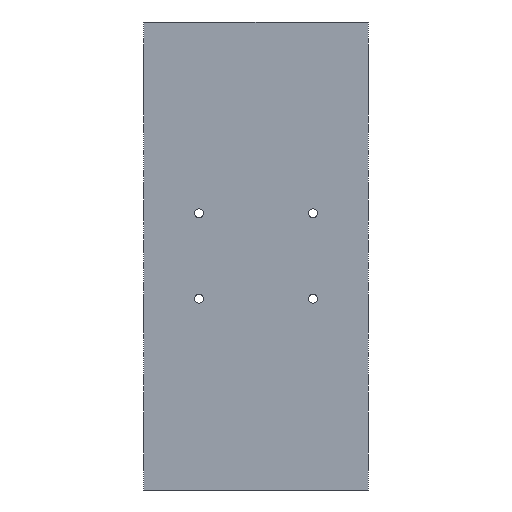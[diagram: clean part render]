
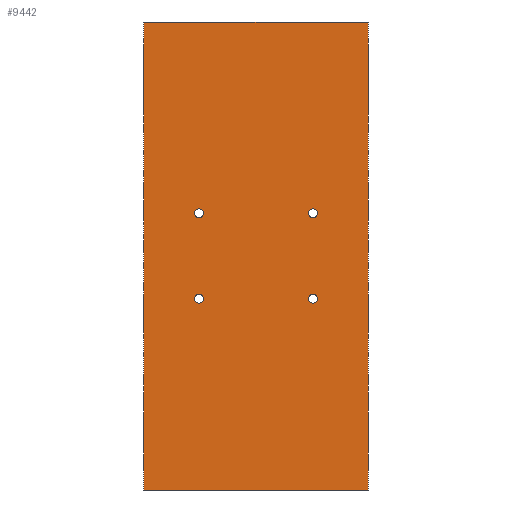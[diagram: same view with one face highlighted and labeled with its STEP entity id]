
A CAD part, front view. The second image highlights one B-rep face of the part: STEP entity #9442.
In plain terms, the highlighted planar face has unit normal (0, -1, 0).
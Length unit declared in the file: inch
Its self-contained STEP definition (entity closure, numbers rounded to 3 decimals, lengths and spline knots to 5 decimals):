
#165 = EDGE_CURVE ( 'NONE', #8057, #14398, #7509, .T. ) ;
#221 = ORIENTED_EDGE ( 'NONE', *, *, #12217, .T. ) ;
#590 = DIRECTION ( 'NONE',  ( 0., -1., 0. ) ) ;
#674 = EDGE_CURVE ( 'NONE', #20938, #10167, #686, .T. ) ;
#686 = CIRCLE ( 'NONE', #14964, 0.23435 ) ;
#800 = LINE ( 'NONE', #21137, #15789 ) ;
#908 = FACE_BOUND ( 'NONE', #13096, .T. ) ;
#1149 = EDGE_CURVE ( 'NONE', #14253, #6545, #12338, .T. ) ;
#1184 = FACE_BOUND ( 'NONE', #11802, .T. ) ;
#1247 = VERTEX_POINT ( 'NONE', #10572 ) ;
#1330 = CARTESIAN_POINT ( 'NONE',  ( 3., 0., -14.3188 ) ) ;
#1754 = CARTESIAN_POINT ( 'NONE',  ( 5.90551, 0., -24.6063 ) ) ;
#1805 = EDGE_CURVE ( 'NONE', #8057, #20977, #11990, .T. ) ;
#1817 = VECTOR ( 'NONE', #4995, 39.37008 ) ;
#1819 = CIRCLE ( 'NONE', #4635, 0.23435 ) ;
#2608 = DIRECTION ( 'NONE',  ( 0., 0., 1. ) ) ;
#2990 = CARTESIAN_POINT ( 'NONE',  ( 3., 0., -9.8188 ) ) ;
#3284 = ORIENTED_EDGE ( 'NONE', *, *, #674, .T. ) ;
#3375 = CARTESIAN_POINT ( 'NONE',  ( -3., 0., -14.7875 ) ) ;
#3559 = LINE ( 'NONE', #22406, #8338 ) ;
#3560 = CARTESIAN_POINT ( 'NONE',  ( 3., 0., -10.05315 ) ) ;
#4182 = ORIENTED_EDGE ( 'NONE', *, *, #18893, .F. ) ;
#4635 = AXIS2_PLACEMENT_3D ( 'NONE', #22088, #12884, #20169 ) ;
#4804 = CARTESIAN_POINT ( 'NONE',  ( -3., 0., -14.55315 ) ) ;
#4995 = DIRECTION ( 'NONE',  ( 0., 0., 1. ) ) ;
#5599 = CIRCLE ( 'NONE', #5771, 0.23435 ) ;
#5771 = AXIS2_PLACEMENT_3D ( 'NONE', #11519, #13670, #8667 ) ;
#5878 = ORIENTED_EDGE ( 'NONE', *, *, #1149, .T. ) ;
#6164 = CARTESIAN_POINT ( 'NONE',  ( 3., 0., -14.55315 ) ) ;
#6251 = AXIS2_PLACEMENT_3D ( 'NONE', #20441, #590, #9790 ) ;
#6545 = VERTEX_POINT ( 'NONE', #7262 ) ;
#6866 = FACE_OUTER_BOUND ( 'NONE', #16109, .T. ) ;
#7248 = EDGE_CURVE ( 'NONE', #11278, #22700, #18557, .T. ) ;
#7262 = CARTESIAN_POINT ( 'NONE',  ( 3., 0., -10.2875 ) ) ;
#7345 = EDGE_CURVE ( 'NONE', #14398, #1247, #3559, .T. ) ;
#7501 = VERTEX_POINT ( 'NONE', #3375 ) ;
#7509 = LINE ( 'NONE', #1754, #21384 ) ;
#8057 = VERTEX_POINT ( 'NONE', #21660 ) ;
#8062 = DIRECTION ( 'NONE',  ( 0., 1., 0. ) ) ;
#8233 = AXIS2_PLACEMENT_3D ( 'NONE', #14928, #14688, #22099 ) ;
#8338 = VECTOR ( 'NONE', #2608, 39.37008 ) ;
#8667 = DIRECTION ( 'NONE',  ( 0., 0., 1. ) ) ;
#8827 = CIRCLE ( 'NONE', #8233, 0.23435 ) ;
#8987 = AXIS2_PLACEMENT_3D ( 'NONE', #20652, #8062, #13680 ) ;
#9442 = ADVANCED_FACE ( 'NONE', ( #19002, #16748, #1184, #908, #6866 ), #14877, .T. ) ;
#9790 = DIRECTION ( 'NONE',  ( 0., 0., -1. ) ) ;
#10026 = EDGE_CURVE ( 'NONE', #22700, #11278, #18402, .T. ) ;
#10167 = VERTEX_POINT ( 'NONE', #19360 ) ;
#10191 = DIRECTION ( 'NONE',  ( 1., 0., 0. ) ) ;
#10572 = CARTESIAN_POINT ( 'NONE',  ( 5.90551, 0., 0. ) ) ;
#10862 = CARTESIAN_POINT ( 'NONE',  ( 3., 0., -14.7875 ) ) ;
#11278 = VERTEX_POINT ( 'NONE', #1330 ) ;
#11519 = CARTESIAN_POINT ( 'NONE',  ( -3., 0., -14.55315 ) ) ;
#11802 = EDGE_LOOP ( 'NONE', ( #23375, #21677 ) ) ;
#11990 = LINE ( 'NONE', #19547, #1817 ) ;
#12142 = DIRECTION ( 'NONE',  ( 0., 0., 1. ) ) ;
#12217 = EDGE_CURVE ( 'NONE', #6545, #14253, #1819, .T. ) ;
#12338 = CIRCLE ( 'NONE', #16229, 0.23435 ) ;
#12577 = DIRECTION ( 'NONE',  ( 1., 0., 0. ) ) ;
#12627 = ORIENTED_EDGE ( 'NONE', *, *, #22510, .T. ) ;
#12884 = DIRECTION ( 'NONE',  ( 0., 1., 0. ) ) ;
#13096 = EDGE_LOOP ( 'NONE', ( #12627, #15756 ) ) ;
#13211 = DIRECTION ( 'NONE',  ( 0., 0., 1. ) ) ;
#13670 = DIRECTION ( 'NONE',  ( 0., 1., 0. ) ) ;
#13680 = DIRECTION ( 'NONE',  ( 0., 0., 1. ) ) ;
#13892 = DIRECTION ( 'NONE',  ( 0., 1., 0. ) ) ;
#14253 = VERTEX_POINT ( 'NONE', #2990 ) ;
#14398 = VERTEX_POINT ( 'NONE', #15335 ) ;
#14688 = DIRECTION ( 'NONE',  ( 0., 1., 0. ) ) ;
#14877 = PLANE ( 'NONE',  #6251 ) ;
#14928 = CARTESIAN_POINT ( 'NONE',  ( -3., 0., -10.05315 ) ) ;
#14964 = AXIS2_PLACEMENT_3D ( 'NONE', #17608, #13892, #21194 ) ;
#15017 = VERTEX_POINT ( 'NONE', #20946 ) ;
#15335 = CARTESIAN_POINT ( 'NONE',  ( 5.90551, 0., -24.6063 ) ) ;
#15642 = ORIENTED_EDGE ( 'NONE', *, *, #17411, .T. ) ;
#15756 = ORIENTED_EDGE ( 'NONE', *, *, #20546, .T. ) ;
#15789 = VECTOR ( 'NONE', #10191, 39.37008 ) ;
#16109 = EDGE_LOOP ( 'NONE', ( #4182, #20040, #19553, #16608 ) ) ;
#16115 = DIRECTION ( 'NONE',  ( 0., 1., 0. ) ) ;
#16229 = AXIS2_PLACEMENT_3D ( 'NONE', #3560, #16115, #19844 ) ;
#16608 = ORIENTED_EDGE ( 'NONE', *, *, #7345, .T. ) ;
#16748 = FACE_BOUND ( 'NONE', #21128, .T. ) ;
#17072 = DIRECTION ( 'NONE',  ( 0., 1., 0. ) ) ;
#17411 = EDGE_CURVE ( 'NONE', #10167, #20938, #8827, .T. ) ;
#17608 = CARTESIAN_POINT ( 'NONE',  ( -3., 0., -10.05315 ) ) ;
#18402 = CIRCLE ( 'NONE', #8987, 0.23435 ) ;
#18557 = CIRCLE ( 'NONE', #23348, 0.23435 ) ;
#18763 = AXIS2_PLACEMENT_3D ( 'NONE', #4804, #23159, #12142 ) ;
#18893 = EDGE_CURVE ( 'NONE', #20977, #1247, #800, .T. ) ;
#19002 = FACE_BOUND ( 'NONE', #19964, .T. ) ;
#19360 = CARTESIAN_POINT ( 'NONE',  ( -3., 0., -10.2875 ) ) ;
#19547 = CARTESIAN_POINT ( 'NONE',  ( -5.90551, 0., -24.6063 ) ) ;
#19553 = ORIENTED_EDGE ( 'NONE', *, *, #165, .T. ) ;
#19844 = DIRECTION ( 'NONE',  ( 0., 0., 1. ) ) ;
#19964 = EDGE_LOOP ( 'NONE', ( #3284, #15642 ) ) ;
#20040 = ORIENTED_EDGE ( 'NONE', *, *, #1805, .F. ) ;
#20169 = DIRECTION ( 'NONE',  ( 0., 0., 1. ) ) ;
#20441 = CARTESIAN_POINT ( 'NONE',  ( 5.90551, 0., -24.6063 ) ) ;
#20546 = EDGE_CURVE ( 'NONE', #7501, #15017, #22514, .T. ) ;
#20652 = CARTESIAN_POINT ( 'NONE',  ( 3., 0., -14.55315 ) ) ;
#20938 = VERTEX_POINT ( 'NONE', #23059 ) ;
#20946 = CARTESIAN_POINT ( 'NONE',  ( -3., 0., -14.3188 ) ) ;
#20977 = VERTEX_POINT ( 'NONE', #22987 ) ;
#21128 = EDGE_LOOP ( 'NONE', ( #5878, #221 ) ) ;
#21137 = CARTESIAN_POINT ( 'NONE',  ( 5.90551, 0., 0. ) ) ;
#21194 = DIRECTION ( 'NONE',  ( 0., 0., 1. ) ) ;
#21384 = VECTOR ( 'NONE', #12577, 39.37008 ) ;
#21660 = CARTESIAN_POINT ( 'NONE',  ( -5.90551, 0., -24.6063 ) ) ;
#21677 = ORIENTED_EDGE ( 'NONE', *, *, #10026, .T. ) ;
#22088 = CARTESIAN_POINT ( 'NONE',  ( 3., 0., -10.05315 ) ) ;
#22099 = DIRECTION ( 'NONE',  ( 0., 0., 1. ) ) ;
#22406 = CARTESIAN_POINT ( 'NONE',  ( 5.90551, 0., -24.6063 ) ) ;
#22510 = EDGE_CURVE ( 'NONE', #15017, #7501, #5599, .T. ) ;
#22514 = CIRCLE ( 'NONE', #18763, 0.23435 ) ;
#22700 = VERTEX_POINT ( 'NONE', #10862 ) ;
#22987 = CARTESIAN_POINT ( 'NONE',  ( -5.90551, 0., 0. ) ) ;
#23059 = CARTESIAN_POINT ( 'NONE',  ( -3., 0., -9.8188 ) ) ;
#23159 = DIRECTION ( 'NONE',  ( 0., 1., 0. ) ) ;
#23348 = AXIS2_PLACEMENT_3D ( 'NONE', #6164, #17072, #13211 ) ;
#23375 = ORIENTED_EDGE ( 'NONE', *, *, #7248, .T. ) ;
